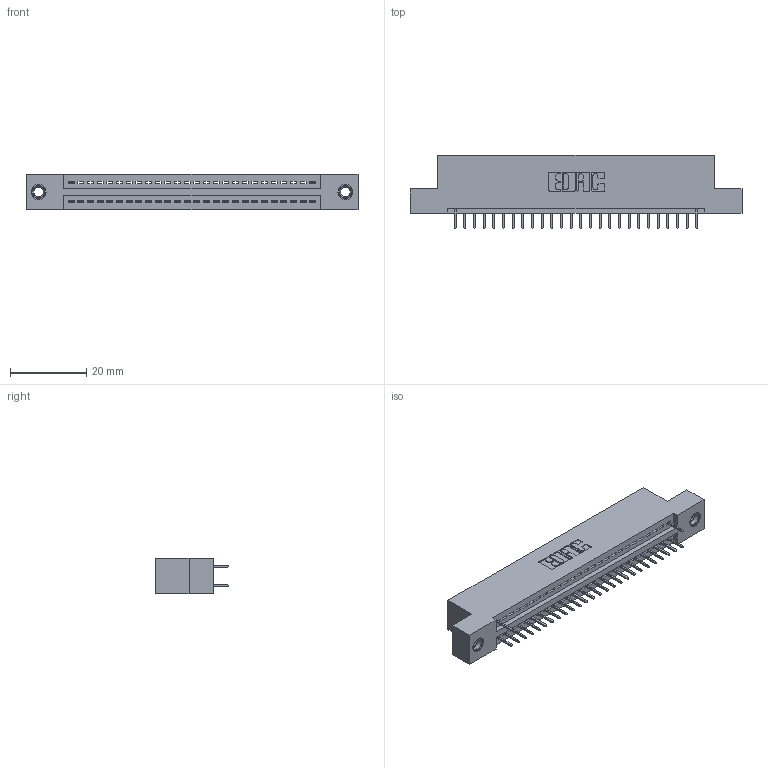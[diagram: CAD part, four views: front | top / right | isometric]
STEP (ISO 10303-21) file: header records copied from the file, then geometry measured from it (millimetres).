
FILE_DESCRIPTION (( 'STEP AP203' ), '1' );
FILE_NAME ('345-052-524-207.STEP', '2018-09-22T21:09:57', ( '' ), ( '' ), 'SwSTEP 2.0', 'SolidWorks 2016', '' );
FILE_SCHEMA (( 'CONFIG_CONTROL_DESIGN' ));
Length unit declared in the file: inch
Products named in the file (4): 345-292-001_345-293-124; 345-250-001_345-250-005-103; 345-052-524-207; 345 Part_Flush Mounting Lugs - 0.156 Dia-TI
Assembly tree (31 placements, depth 2):
  345-052-524-207
    345 Part_Flush Mounting Lugs - 0.156 Dia-TI
    345-292-001_345-293-124  x28
    345-250-001_345-250-005-103  x2
Bounding box: 87.25 x 19.35 x 9.4 mm (x, y, z)
Volume: 8054.7 mm3; surface area: 10287 mm2
Topology: 31 solids, 31 shells, 1890 faces, 5409 edges, 3486 vertices
Faces by surface type: plane 1372, cylinder 502, cone 12, torus 4
Entity records: 23046 total; most frequent: CARTESIAN_POINT 3963, ORIENTED_EDGE 3914, DIRECTION 3515, EDGE_CURVE 1957, LINE 1705, VECTOR 1705, VERTEX_POINT 1296, AXIS2_PLACEMENT_3D 905
